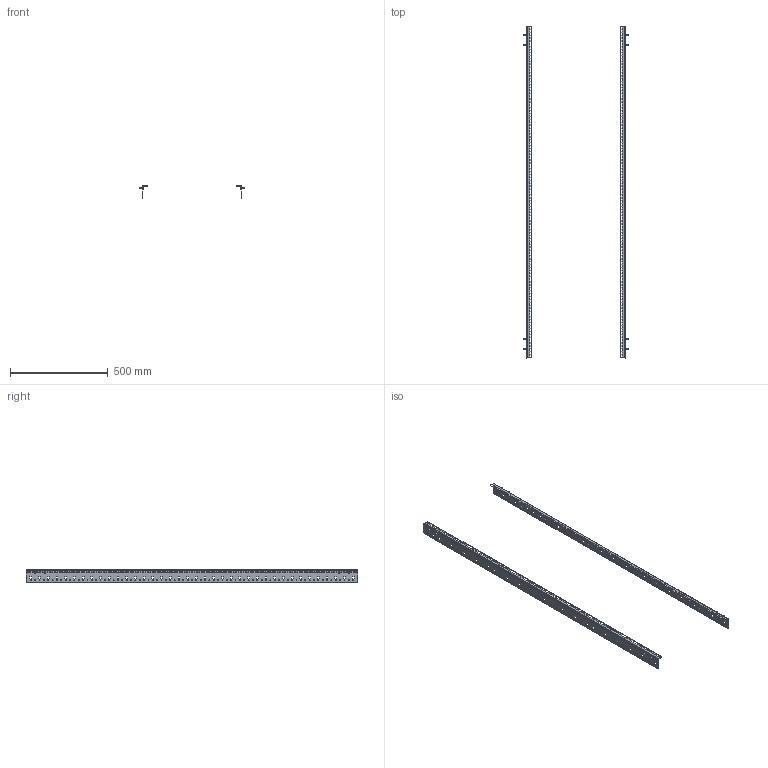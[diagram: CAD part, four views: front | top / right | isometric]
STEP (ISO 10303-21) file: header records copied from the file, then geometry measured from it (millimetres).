
FILE_DESCRIPTION (( 'STEP AP214' ), '1' );
FILE_NAME ('UR39102150006 暑祜脲牝 镳铘桦彘 19-濑殪钼 L-钺疣珥 RS52 (000.801.391-03) .STEP', '2022-02-11T08:54:54', ( '' ), ( '' ), 'SwSTEP 2.0', 'SolidWorks 2017', '' );
FILE_SCHEMA (( 'AUTOMOTIVE_DESIGN' ));
Length unit declared in the file: millimetre
Products named in the file (3): Âèíò DIN 7500 C TORX_Œ5å16; UR39102150006 暑祜脲牝 镳铘桦彘 19-濑殪钼 L-钺疣珥 RS52 (000.801.391-03) ; 072-16 Ïðîôèëü 19-äþéìîâûé L-îáðàçíûé RS52_03 (180.00) 38U
Assembly tree (10 placements, depth 2):
  UR39102150006 暑祜脲牝 镳铘桦彘 19-濑殪钼 L-钺疣珥 RS52 (000.801.391-03) 
    072-16 Ïðîôèëü 19-äþéìîâûé L-îáðàçíûé RS52_03 (180.00) 38U  x2
    Âèíò DIN 7500 C TORX_Œ5å16  x8
Bounding box: 533 x 1694 x 62.5 mm (x, y, z)
Volume: 518845.5 mm3; surface area: 569558.7 mm2
Topology: 10 solids, 10 shells, 2420 faces, 7144 edges, 4752 vertices
Faces by surface type: plane 1392, cylinder 980, cone 32, sphere 16
Entity records: 38264 total; most frequent: CARTESIAN_POINT 6612, ORIENTED_EDGE 6472, DIRECTION 6293, EDGE_CURVE 3236, LINE 2331, VECTOR 2331, VERTEX_POINT 2154, AXIS2_PLACEMENT_3D 1981
